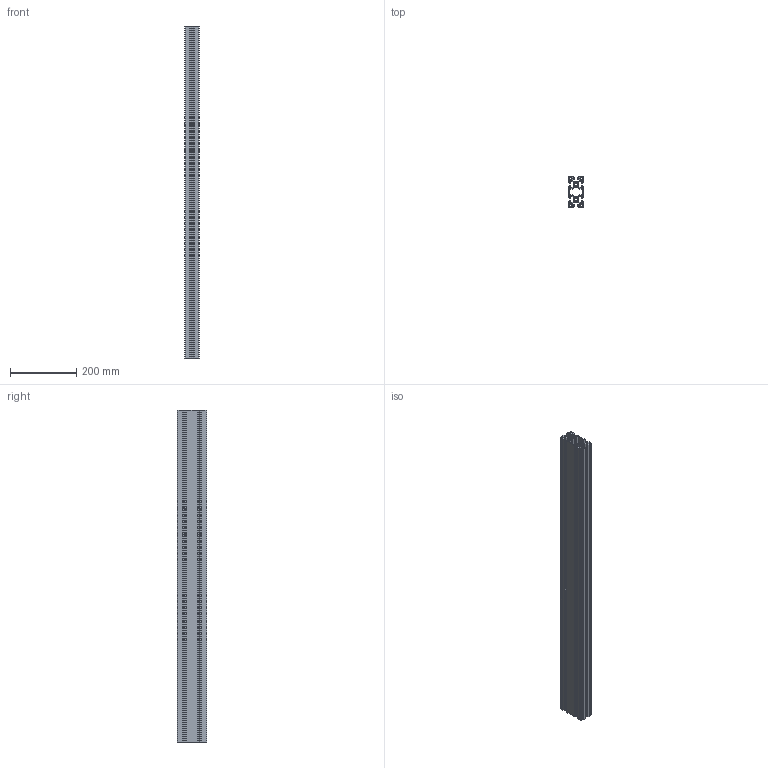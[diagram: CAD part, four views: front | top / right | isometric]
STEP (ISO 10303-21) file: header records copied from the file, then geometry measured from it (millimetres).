
FILE_DESCRIPTION (( 'STEP AP203' ), '1' );
FILE_NAME ('045090_A_SÝGMA.STEP', '2014-11-17T15:15:42', ( 'Kadir' ), ( '' ), 'SwSTEP 2.0', 'SolidWorks 2014', '' );
FILE_SCHEMA (( 'CONFIG_CONTROL_DESIGN' ));
Length unit declared in the file: millimetre
Products named in the file (1): 045090_A_SÝGMA
Bounding box: 45 x 90 x 1000 mm (x, y, z)
Volume: 1287562.1 mm3; surface area: 913007.2 mm2
Topology: 1 solids, 1 shells, 264 faces, 786 edges, 524 vertices
Faces by surface type: plane 166, cylinder 98
Entity records: 8971 total; most frequent: CARTESIAN_POINT 1575, ORIENTED_EDGE 1572, DIRECTION 1512, EDGE_CURVE 786, LINE 590, VECTOR 590, VERTEX_POINT 524, AXIS2_PLACEMENT_3D 461
